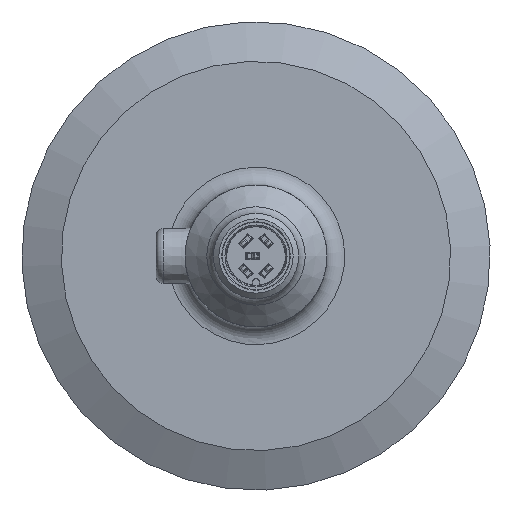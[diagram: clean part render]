
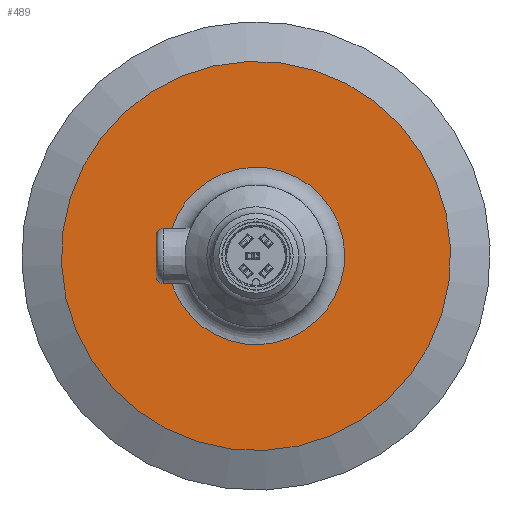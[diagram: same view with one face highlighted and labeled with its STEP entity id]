
A CAD part, left-side view. The second image highlights one B-rep face of the part: STEP entity #489.
In plain terms, the highlighted planar face has unit normal (-1, 0, 0).
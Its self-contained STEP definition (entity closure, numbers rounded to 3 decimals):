
#489 = ADVANCED_FACE( '', ( #1026, #1027 ), #1028, .F. );
#1026 = FACE_BOUND( '', #1574, .T. );
#1027 = FACE_OUTER_BOUND( '', #1575, .T. );
#1028 = PLANE( '', #1576 );
#1574 = EDGE_LOOP( '', ( #2904 ) );
#1575 = EDGE_LOOP( '', ( #2905 ) );
#1576 = AXIS2_PLACEMENT_3D( '', #2906, #2907, #2908 );
#2904 = ORIENTED_EDGE( '', *, *, #3117, .T. );
#2905 = ORIENTED_EDGE( '', *, *, #3450, .T. );
#2906 = CARTESIAN_POINT( '', ( -17., 25.337, -10.495 ) );
#2907 = DIRECTION( '', ( 1., 0., 0. ) );
#2908 = DIRECTION( '', ( 0., -0.383, -0.924 ) );
#3117 = EDGE_CURVE( '', #3709, #3709, #3710, .T. );
#3450 = EDGE_CURVE( '', #4220, #4220, #4221, .T. );
#3709 = VERTEX_POINT( '', #4533 );
#3710 = CIRCLE( '', #4534, 12.5 );
#4220 = VERTEX_POINT( '', #5290 );
#4221 = CIRCLE( '', #5291, 27.424 );
#4533 = CARTESIAN_POINT( '', ( -17., -4.784, -11.548 ) );
#4534 = AXIS2_PLACEMENT_3D( '', #5614, #5615, #5616 );
#5290 = CARTESIAN_POINT( '', ( -17., 10.495, 25.337 ) );
#5291 = AXIS2_PLACEMENT_3D( '', #6012, #6013, #6014 );
#5614 = CARTESIAN_POINT( '', ( -17., 0., 0. ) );
#5615 = DIRECTION( '', ( 1., 0., 0. ) );
#5616 = DIRECTION( '', ( 0., -0.383, -0.924 ) );
#6012 = CARTESIAN_POINT( '', ( -17., 0., 0. ) );
#6013 = DIRECTION( '', ( -1., 0., 0. ) );
#6014 = DIRECTION( '', ( 0., 0.383, 0.924 ) );
